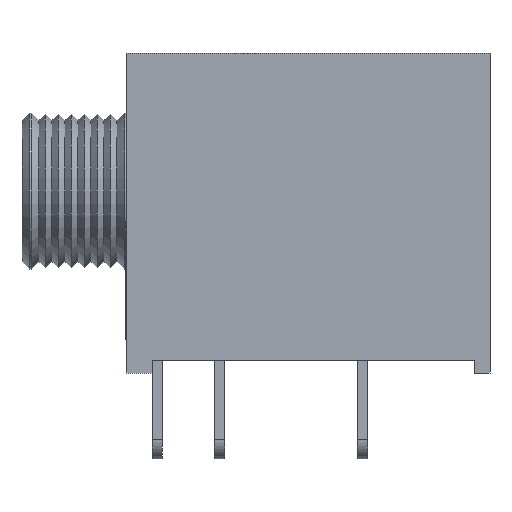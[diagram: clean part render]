
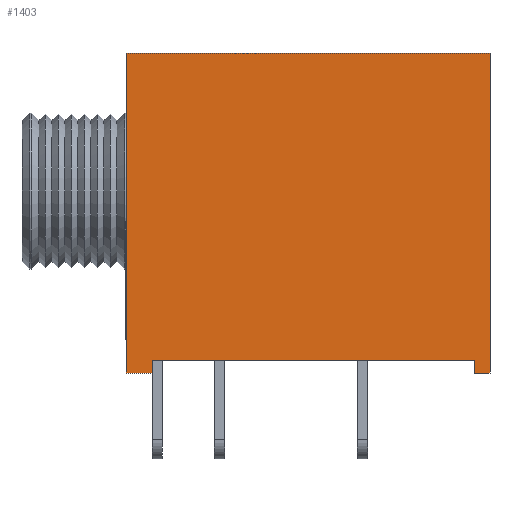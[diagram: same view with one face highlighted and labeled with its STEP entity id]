
A CAD part, front view. The second image highlights one B-rep face of the part: STEP entity #1403.
In plain terms, the highlighted planar face has unit normal (0, -1, 0).
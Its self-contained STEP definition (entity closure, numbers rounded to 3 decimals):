
#1181 = VERTEX_POINT('',#1182);
#1182 = CARTESIAN_POINT('',(-0.2,-4.97,0.14));
#1197 = VERTEX_POINT('',#1198);
#1198 = CARTESIAN_POINT('',(-0.2,-4.97,0.64));
#1204 = EDGE_CURVE('',#1197,#1181,#1205,.T.);
#1205 = LINE('',#1206,#1207);
#1206 = CARTESIAN_POINT('',(-0.2,-4.97,0.14));
#1207 = VECTOR('',#1208,1.);
#1208 = DIRECTION('',(0.,0.,-1.));
#1243 = EDGE_CURVE('',#1181,#1244,#1246,.T.);
#1244 = VERTEX_POINT('',#1245);
#1245 = CARTESIAN_POINT('',(-1.2,-4.97,0.14));
#1246 = LINE('',#1247,#1248);
#1247 = CARTESIAN_POINT('',(-1.2,-4.97,0.14));
#1248 = VECTOR('',#1249,1.);
#1249 = DIRECTION('',(-1.,0.,0.));
#1292 = VERTEX_POINT('',#1293);
#1293 = CARTESIAN_POINT('',(12.8,-4.97,12.44));
#1299 = EDGE_CURVE('',#1292,#1300,#1302,.T.);
#1300 = VERTEX_POINT('',#1301);
#1301 = CARTESIAN_POINT('',(12.8,-4.97,0.14));
#1302 = LINE('',#1303,#1304);
#1303 = CARTESIAN_POINT('',(12.8,-4.97,0.14));
#1304 = VECTOR('',#1305,1.);
#1305 = DIRECTION('',(0.,0.,-1.));
#1384 = VERTEX_POINT('',#1385);
#1385 = CARTESIAN_POINT('',(-1.2,-4.97,12.44));
#1391 = EDGE_CURVE('',#1384,#1292,#1392,.T.);
#1392 = LINE('',#1393,#1394);
#1393 = CARTESIAN_POINT('',(-1.2,-4.97,12.44));
#1394 = VECTOR('',#1395,1.);
#1395 = DIRECTION('',(1.,0.,0.));
#1403 = ADVANCED_FACE('',(#1404),#1438,.T.);
#1404 = FACE_BOUND('',#1405,.T.);
#1405 = EDGE_LOOP('',(#1406,#1407,#1415,#1423,#1429,#1430,#1431,#1437));
#1406 = ORIENTED_EDGE('',*,*,#1204,.F.);
#1407 = ORIENTED_EDGE('',*,*,#1408,.F.);
#1408 = EDGE_CURVE('',#1409,#1197,#1411,.T.);
#1409 = VERTEX_POINT('',#1410);
#1410 = CARTESIAN_POINT('',(12.2,-4.97,0.64));
#1411 = LINE('',#1412,#1413);
#1412 = CARTESIAN_POINT('',(-0.2,-4.97,0.64));
#1413 = VECTOR('',#1414,1.);
#1414 = DIRECTION('',(-1.,0.,0.));
#1415 = ORIENTED_EDGE('',*,*,#1416,.F.);
#1416 = EDGE_CURVE('',#1417,#1409,#1419,.T.);
#1417 = VERTEX_POINT('',#1418);
#1418 = CARTESIAN_POINT('',(12.2,-4.97,0.14));
#1419 = LINE('',#1420,#1421);
#1420 = CARTESIAN_POINT('',(12.2,-4.97,0.14));
#1421 = VECTOR('',#1422,1.);
#1422 = DIRECTION('',(0.,0.,1.));
#1423 = ORIENTED_EDGE('',*,*,#1424,.F.);
#1424 = EDGE_CURVE('',#1300,#1417,#1425,.T.);
#1425 = LINE('',#1426,#1427);
#1426 = CARTESIAN_POINT('',(-1.2,-4.97,0.14));
#1427 = VECTOR('',#1428,1.);
#1428 = DIRECTION('',(-1.,0.,0.));
#1429 = ORIENTED_EDGE('',*,*,#1299,.F.);
#1430 = ORIENTED_EDGE('',*,*,#1391,.F.);
#1431 = ORIENTED_EDGE('',*,*,#1432,.F.);
#1432 = EDGE_CURVE('',#1244,#1384,#1433,.T.);
#1433 = LINE('',#1434,#1435);
#1434 = CARTESIAN_POINT('',(-1.2,-4.97,12.44));
#1435 = VECTOR('',#1436,1.);
#1436 = DIRECTION('',(0.,0.,1.));
#1437 = ORIENTED_EDGE('',*,*,#1243,.F.);
#1438 = PLANE('',#1439);
#1439 = AXIS2_PLACEMENT_3D('',#1440,#1441,#1442);
#1440 = CARTESIAN_POINT('',(12.8,-4.97,0.14));
#1441 = DIRECTION('',(0.,-1.,0.));
#1442 = DIRECTION('',(0.,0.,1.));
